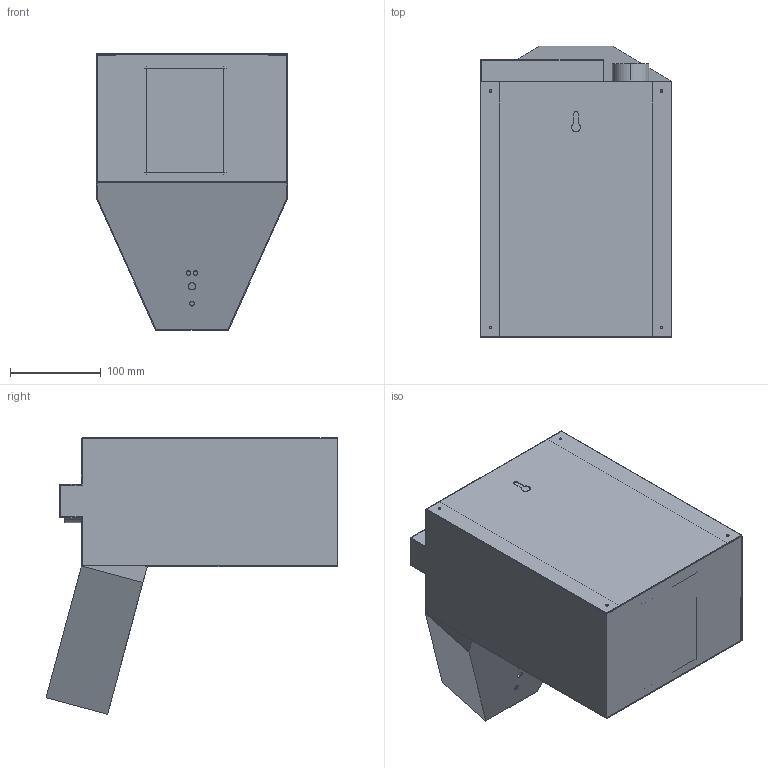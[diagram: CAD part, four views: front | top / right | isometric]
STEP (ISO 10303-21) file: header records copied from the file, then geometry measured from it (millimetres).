
FILE_DESCRIPTION (( 'STEP AP214' ), '1' );
FILE_NAME ('body.STEP', '2020-06-16T05:05:57', ( '' ), ( '' ), 'SwSTEP 2.0', 'SolidWorks 2016', '' );
FILE_SCHEMA (( 'AUTOMOTIVE_DESIGN' ));
Length unit declared in the file: millimetre
Products named in the file (10): Part3; back; side one; body; coneshell; other side one; top2; top1; frontplate; bottom
Assembly tree (9 placements, depth 2):
  body
    frontplate
    other side one
    side one
    bottom
    back
    Part3
    top1
    top2
    coneshell
Bounding box: 210 x 320.82 x 304.01 mm (x, y, z)
Volume: 6940406.8 mm3; surface area: 884179 mm2
Topology: 9 solids, 9 shells, 151 faces, 382 edges, 251 vertices
Faces by surface type: plane 103, cylinder 44, torus 4
Entity records: 5246 total; most frequent: CARTESIAN_POINT 808, DIRECTION 797, ORIENTED_EDGE 764, EDGE_CURVE 382, LINE 285, VECTOR 285, AXIS2_PLACEMENT_3D 256, VERTEX_POINT 251
